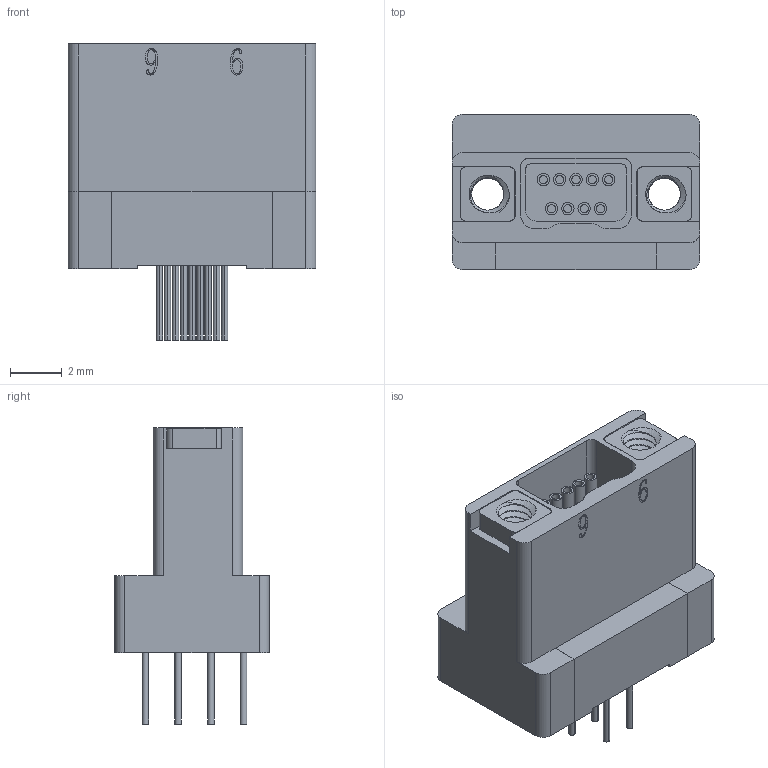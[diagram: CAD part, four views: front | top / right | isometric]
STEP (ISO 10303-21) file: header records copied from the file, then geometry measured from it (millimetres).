
FILE_DESCRIPTION (( 'STEP AP203' ), '1' );
FILE_NAME ('J63A-2H2-009-231-TH.STEP', '2025-04-07T06:53:27', ( '' ), ( '' ), 'SwSTEP 2.0', 'SolidWorks 2021', '' );
FILE_SCHEMA (( 'CONFIG_CONTROL_DESIGN' ));
Products named in the file (1): J63A-2H2-009-231-TH
Bounding box: 9.63 x 6.02 x 11.5 mm (x, y, z)
Volume: 292.7 mm3; surface area: 805.6 mm2
Topology: 1 solids, 1 shells, 832 faces, 2252 edges, 1496 vertices
Faces by surface type: plane 380, bspline 224, cylinder 206, cone 14, torus 8
Entity records: 40139 total; most frequent: CARTESIAN_POINT 21111, ORIENTED_EDGE 4504, DIRECTION 3012, EDGE_CURVE 2252, VERTEX_POINT 1496, LINE 1342, VECTOR 1342, EDGE_LOOP 910
